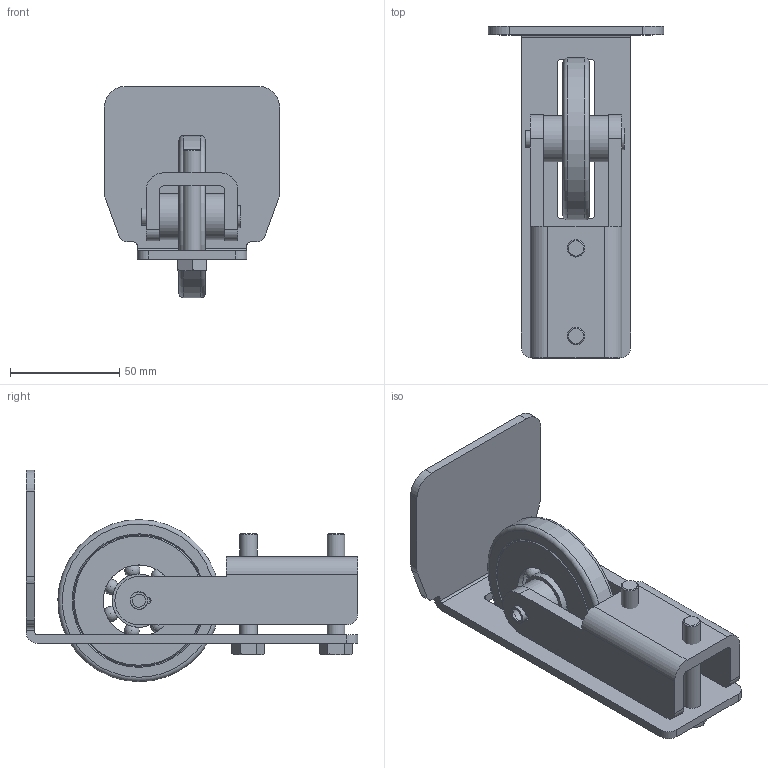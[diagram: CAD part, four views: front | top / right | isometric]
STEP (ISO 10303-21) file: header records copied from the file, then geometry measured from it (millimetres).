
FILE_DESCRIPTION(/* description */ (''),/* implementation_level */ '2;1');
FILE_NAME(/* name */ '1061G.stp',/* time_stamp */ '2019-08-05T10:54:57+02:00',/* author */ ('DOMINIQUE'),/* organization */ (''),/* preprocessor_version */ 'ST-DEVELOPER v17.2',/* originating_system */ 'Autodesk Inventor 2019',/* authorisation */ '');
FILE_SCHEMA (('AUTOMOTIVE_DESIGN { 1 0 10303 214 3 1 1 }'));
Length unit declared in the file: millimetre
Products named in the file (7): 1061G; 20353A; 09138; 20357; 04522; 20354; 20355
Assembly tree (8 placements, depth 2):
  1061G
    20353A
    09138
    20357
    04522  x2
    20354
    20355  x2
Bounding box: 80 x 151.5 x 96.5 mm (x, y, z)
Volume: 150742.2 mm3; surface area: 67413 mm2
Topology: 8 solids, 8 shells, 159 faces, 447 edges, 299 vertices
Faces by surface type: plane 63, cylinder 48, cone 23, torus 18, sphere 7
Full cylindrical faces by diameter (mm): 6.647 x2, 7.8 x1, 8 x2, 8.5 x2, 10 x3, 17 x3, 21 x2, 24.36 x2, 32.64 x2, 74 x1
Entity records: 5481 total; most frequent: CARTESIAN_POINT 1567, DIRECTION 786, ORIENTED_EDGE 766, EDGE_CURVE 383, AXIS2_PLACEMENT_3D 322, VERTEX_POINT 269, EDGE_LOOP 174, CIRCLE 173
